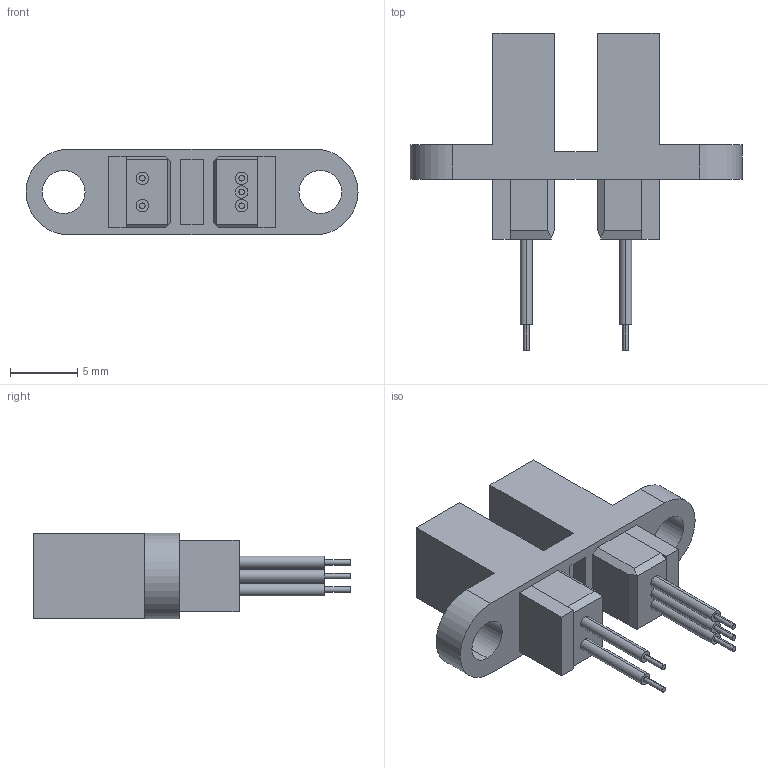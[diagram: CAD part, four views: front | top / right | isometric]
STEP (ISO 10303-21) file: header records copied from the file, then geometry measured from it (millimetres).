
FILE_DESCRIPTION (( 'STEP AP214' ), '1' );
FILE_NAME ('OPB493T11Z.STEP', '2017-05-23T15:21:44', ( '' ), ( '' ), 'SwSTEP 2.0', 'SolidWorks 2015', '' );
FILE_SCHEMA (( 'AUTOMOTIVE_DESIGN' ));
Length unit declared in the file: inch
Products named in the file (1): OPB493T11Z
Bounding box: 24.61 x 23.5 x 6.35 mm (x, y, z)
Volume: 1028.6 mm3; surface area: 1283.8 mm2
Topology: 12 solids, 12 shells, 104 faces, 222 edges, 148 vertices
Faces by surface type: plane 78, cylinder 26
Entity records: 3591 total; most frequent: DIRECTION 484, CARTESIAN_POINT 475, ORIENTED_EDGE 444, EDGE_CURVE 222, LINE 170, VECTOR 170, AXIS2_PLACEMENT_3D 157, VERTEX_POINT 148
